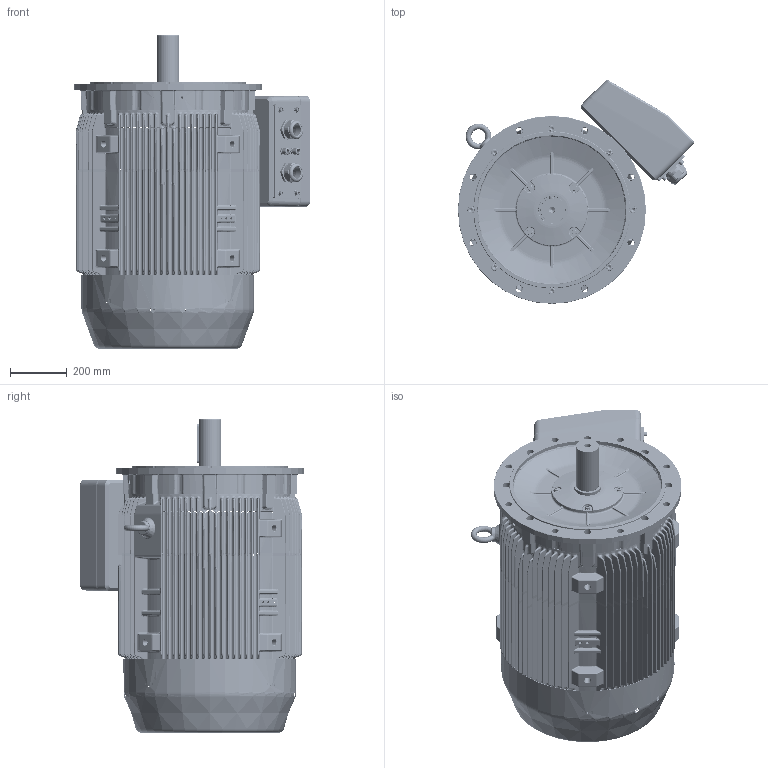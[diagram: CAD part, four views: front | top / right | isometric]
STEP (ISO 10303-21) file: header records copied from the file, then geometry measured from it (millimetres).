
FILE_DESCRIPTION(/* description */ (''),/* implementation_level */ '2;1');
FILE_NAME(/* name */ '6441202xx-AA-DIS GORUNUS QHG 315M-4 B5 KI.stp',/* time_stamp */ '2023-06-12T11:14:22+03:00',/* author */ (''),/* organization */ (''),/* preprocessor_version */ 'ST-DEVELOPER v16',/* originating_system */ 'SIEMENS PLM Software NX 11.0',/* authorisation */ '');
FILE_SCHEMA (('AUTOMOTIVE_DESIGN { 1 0 10303 214 3 1 1 1 }'));
Length unit declared in the file: millimetre
Products named in the file (1): 26009910674F4pon
Bounding box: 829.19 x 785.69 x 1100 mm (x, y, z)
Surface area: 6937183 mm2 (no closed solid volume)
Topology: 0 solids, 125 shells, 5868 faces, 22902 edges, 16155 vertices
Faces by surface type: plane 2692, bspline 1228, cylinder 1200, cone 552, torus 158, sphere 37, extrusion 1
Full cylindrical faces by diameter (mm): 4 x2, 8 x2, 8.5 x5, 9 x4, 10 x5, 12 x2, 12.1 x2, 15 x2, 16 x12, 20 x14, 21 x2, 22 x4, 23.7 x1, 24 x8, 26 x8, 44 x3, 44.4 x2, 44.5 x1, 47.7 x2, 50 x2, 64.8 x2, 79.4 x1, 80 x1, 95 x2, 604 x1, 607 x1, 660 x1
Entity records: 269822 total; most frequent: CARTESIAN_POINT 91826, ORIENTED_EDGE 35518, DIRECTION 31139, EDGE_CURVE 22541, VERTEX_POINT 16094, VECTOR 14113, LINE 14112, AXIS2_PLACEMENT_3D 8513
